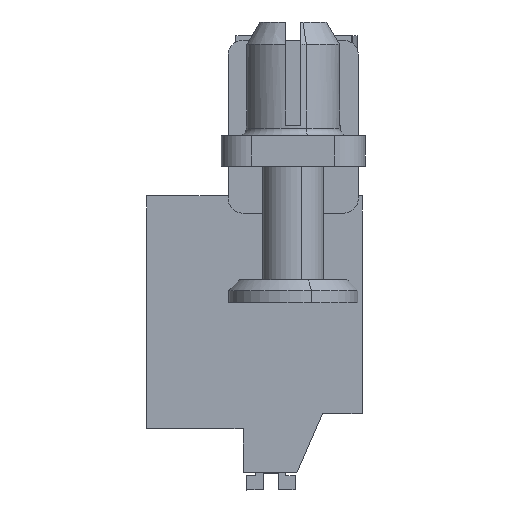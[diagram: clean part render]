
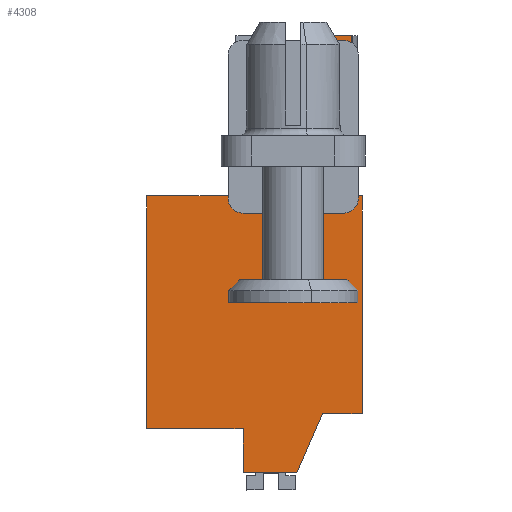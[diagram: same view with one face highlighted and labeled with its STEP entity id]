
A CAD part, left-side view. The second image highlights one B-rep face of the part: STEP entity #4308.
In plain terms, the highlighted planar face has unit normal (-1, 0, 0).
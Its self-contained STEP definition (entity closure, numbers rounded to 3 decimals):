
#4252=AXIS2_PLACEMENT_3D('Plane Axis2P3D',#4249,#4250,#4251) ;
#148=CARTESIAN_POINT('Vertex',(12.107,7.9,1.143)) ;
#151=CARTESIAN_POINT('Line Origine',(12.107,7.9,2.593)) ;
#155=CARTESIAN_POINT('Vertex',(12.107,7.9,4.043)) ;
#265=CARTESIAN_POINT('Vertex',(12.107,0.05,5.043)) ;
#268=CARTESIAN_POINT('Line Origine',(12.107,1.35,5.043)) ;
#272=CARTESIAN_POINT('Vertex',(12.107,2.65,5.043)) ;
#466=CARTESIAN_POINT('Line Origine',(12.107,11.075,4.043)) ;
#470=CARTESIAN_POINT('Vertex',(12.107,14.25,4.043)) ;
#823=CARTESIAN_POINT('Vertex',(12.107,0.05,19.383)) ;
#826=CARTESIAN_POINT('Line Origine',(12.107,0.05,12.213)) ;
#1160=CARTESIAN_POINT('Line Origine',(12.107,14.25,11.713)) ;
#1164=CARTESIAN_POINT('Vertex',(12.107,14.25,19.383)) ;
#1637=CARTESIAN_POINT('Line Origine',(12.107,11.134,19.383)) ;
#1641=CARTESIAN_POINT('Vertex',(12.107,8.018,19.383)) ;
#1661=CARTESIAN_POINT('Line Origine',(12.108,8.018,19.96)) ;
#1665=CARTESIAN_POINT('Vertex',(12.108,8.018,20.538)) ;
#2080=CARTESIAN_POINT('Vertex',(12.108,1.898,29.933)) ;
#2083=CARTESIAN_POINT('Line Origine',(12.108,1.335,29.933)) ;
#2087=CARTESIAN_POINT('Vertex',(12.108,0.773,29.933)) ;
#2233=CARTESIAN_POINT('Vertex',(12.107,0.773,19.383)) ;
#2236=CARTESIAN_POINT('Line Origine',(12.107,0.411,19.383)) ;
#4223=CARTESIAN_POINT('Line Origine',(12.107,3.5,3.093)) ;
#4227=CARTESIAN_POINT('Vertex',(12.108,4.35,1.143)) ;
#4249=CARTESIAN_POINT('Axis2P3D Location',(12.108,6.85,19.383)) ;
#4254=CARTESIAN_POINT('Line Origine',(12.108,0.773,24.658)) ;
#4259=CARTESIAN_POINT('Line Origine',(12.108,1.898,28.63)) ;
#4263=CARTESIAN_POINT('Vertex',(12.108,1.898,27.328)) ;
#4266=CARTESIAN_POINT('Line Origine',(12.108,1.473,27.328)) ;
#4270=CARTESIAN_POINT('Vertex',(12.108,1.048,27.328)) ;
#4273=CARTESIAN_POINT('Line Origine',(12.108,1.048,23.933)) ;
#4277=CARTESIAN_POINT('Vertex',(12.108,1.048,20.538)) ;
#4280=CARTESIAN_POINT('Line Origine',(12.108,4.533,20.538)) ;
#4285=CARTESIAN_POINT('Line Origine',(12.108,6.125,1.143)) ;
#152=DIRECTION('Vector Direction',(0.,0.,-1.)) ;
#269=DIRECTION('Vector Direction',(0.,-1.,0.)) ;
#467=DIRECTION('Vector Direction',(0.,-1.,0.)) ;
#827=DIRECTION('Vector Direction',(0.,0.,1.)) ;
#1161=DIRECTION('Vector Direction',(0.,0.,-1.)) ;
#1638=DIRECTION('Vector Direction',(0.,1.,0.)) ;
#1662=DIRECTION('Vector Direction',(0.,0.,-1.)) ;
#2084=DIRECTION('Vector Direction',(0.,1.,0.)) ;
#2237=DIRECTION('Vector Direction',(0.,1.,0.)) ;
#4224=DIRECTION('Vector Direction',(0.,-0.4,0.917)) ;
#4250=DIRECTION('Axis2P3D Direction',(-1.,0.,0.)) ;
#4251=DIRECTION('Axis2P3D XDirection',(0.,1.,0.)) ;
#4255=DIRECTION('Vector Direction',(0.,0.,-1.)) ;
#4260=DIRECTION('Vector Direction',(0.,0.,1.)) ;
#4267=DIRECTION('Vector Direction',(0.,-1.,0.)) ;
#4274=DIRECTION('Vector Direction',(0.,0.,1.)) ;
#4281=DIRECTION('Vector Direction',(0.,1.,0.)) ;
#4286=DIRECTION('Vector Direction',(0.,-1.,0.)) ;
#153=VECTOR('Line Direction',#152,1.) ;
#270=VECTOR('Line Direction',#269,1.) ;
#468=VECTOR('Line Direction',#467,1.) ;
#828=VECTOR('Line Direction',#827,1.) ;
#1162=VECTOR('Line Direction',#1161,1.) ;
#1639=VECTOR('Line Direction',#1638,1.) ;
#1663=VECTOR('Line Direction',#1662,1.) ;
#2085=VECTOR('Line Direction',#2084,1.) ;
#2238=VECTOR('Line Direction',#2237,1.) ;
#4225=VECTOR('Line Direction',#4224,1.) ;
#4256=VECTOR('Line Direction',#4255,1.) ;
#4261=VECTOR('Line Direction',#4260,1.) ;
#4268=VECTOR('Line Direction',#4267,1.) ;
#4275=VECTOR('Line Direction',#4274,1.) ;
#4282=VECTOR('Line Direction',#4281,1.) ;
#4287=VECTOR('Line Direction',#4286,1.) ;
#4291=ORIENTED_EDGE('',*,*,#2240,.T.) ;
#4292=ORIENTED_EDGE('',*,*,#4258,.F.) ;
#4293=ORIENTED_EDGE('',*,*,#2089,.T.) ;
#4294=ORIENTED_EDGE('',*,*,#4265,.T.) ;
#4295=ORIENTED_EDGE('',*,*,#4272,.T.) ;
#4296=ORIENTED_EDGE('',*,*,#4279,.T.) ;
#4297=ORIENTED_EDGE('',*,*,#4284,.T.) ;
#4298=ORIENTED_EDGE('',*,*,#1667,.F.) ;
#4299=ORIENTED_EDGE('',*,*,#1643,.T.) ;
#4300=ORIENTED_EDGE('',*,*,#1166,.T.) ;
#4301=ORIENTED_EDGE('',*,*,#472,.T.) ;
#4302=ORIENTED_EDGE('',*,*,#157,.T.) ;
#4303=ORIENTED_EDGE('',*,*,#4289,.T.) ;
#4304=ORIENTED_EDGE('',*,*,#4229,.T.) ;
#4305=ORIENTED_EDGE('',*,*,#274,.T.) ;
#4306=ORIENTED_EDGE('',*,*,#830,.T.) ;
#4308=ADVANCED_FACE('HOUSING',(#4307),#4253,.T.) ;
#157=EDGE_CURVE('',#156,#149,#154,.T.) ;
#274=EDGE_CURVE('',#273,#266,#271,.T.) ;
#472=EDGE_CURVE('',#471,#156,#469,.T.) ;
#830=EDGE_CURVE('',#266,#824,#829,.T.) ;
#1166=EDGE_CURVE('',#1165,#471,#1163,.T.) ;
#1643=EDGE_CURVE('',#1642,#1165,#1640,.T.) ;
#1667=EDGE_CURVE('',#1642,#1666,#1664,.F.) ;
#2089=EDGE_CURVE('',#2088,#2081,#2086,.T.) ;
#2240=EDGE_CURVE('',#824,#2234,#2239,.T.) ;
#4229=EDGE_CURVE('',#4228,#273,#4226,.T.) ;
#4258=EDGE_CURVE('',#2088,#2234,#4257,.T.) ;
#4265=EDGE_CURVE('',#2081,#4264,#4262,.F.) ;
#4272=EDGE_CURVE('',#4264,#4271,#4269,.T.) ;
#4279=EDGE_CURVE('',#4271,#4278,#4276,.F.) ;
#4284=EDGE_CURVE('',#4278,#1666,#4283,.T.) ;
#4289=EDGE_CURVE('',#149,#4228,#4288,.T.) ;
#4290=EDGE_LOOP('',(#4291,#4292,#4293,#4294,#4295,#4296,#4297,#4298,#4299,#4300,#4301,#4302,#4303,#4304,#4305,#4306)) ;
#4307=FACE_OUTER_BOUND('',#4290,.T.) ;
#154=LINE('Line',#151,#153) ;
#271=LINE('Line',#268,#270) ;
#469=LINE('Line',#466,#468) ;
#829=LINE('Line',#826,#828) ;
#1163=LINE('Line',#1160,#1162) ;
#1640=LINE('Line',#1637,#1639) ;
#1664=LINE('Line',#1661,#1663) ;
#2086=LINE('Line',#2083,#2085) ;
#2239=LINE('Line',#2236,#2238) ;
#4226=LINE('Line',#4223,#4225) ;
#4257=LINE('Line',#4254,#4256) ;
#4262=LINE('Line',#4259,#4261) ;
#4269=LINE('Line',#4266,#4268) ;
#4276=LINE('Line',#4273,#4275) ;
#4283=LINE('Line',#4280,#4282) ;
#4288=LINE('Line',#4285,#4287) ;
#4253=PLANE('',#4252) ;
#149=VERTEX_POINT('',#148) ;
#156=VERTEX_POINT('',#155) ;
#266=VERTEX_POINT('',#265) ;
#273=VERTEX_POINT('',#272) ;
#471=VERTEX_POINT('',#470) ;
#824=VERTEX_POINT('',#823) ;
#1165=VERTEX_POINT('',#1164) ;
#1642=VERTEX_POINT('',#1641) ;
#1666=VERTEX_POINT('',#1665) ;
#2081=VERTEX_POINT('',#2080) ;
#2088=VERTEX_POINT('',#2087) ;
#2234=VERTEX_POINT('',#2233) ;
#4228=VERTEX_POINT('',#4227) ;
#4264=VERTEX_POINT('',#4263) ;
#4271=VERTEX_POINT('',#4270) ;
#4278=VERTEX_POINT('',#4277) ;
